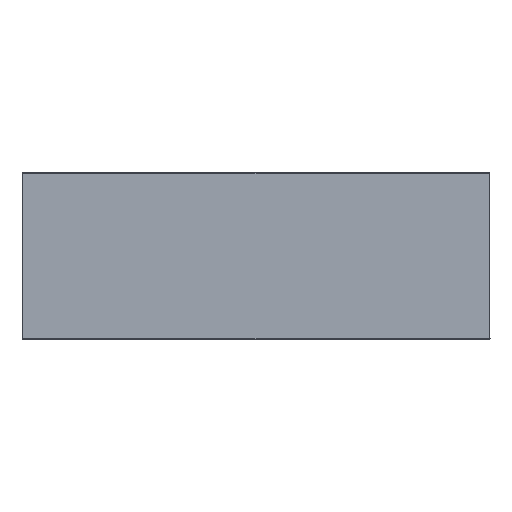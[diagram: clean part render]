
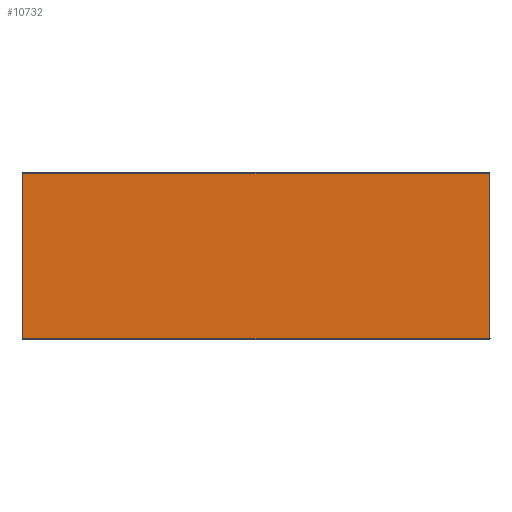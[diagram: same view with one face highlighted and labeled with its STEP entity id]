
A CAD part, top view. The second image highlights one B-rep face of the part: STEP entity #10732.
In plain terms, the highlighted planar face has unit normal (0, 0, 1).
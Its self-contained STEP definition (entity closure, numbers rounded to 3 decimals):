
#169=DIRECTION('',(1.,0.,0.));
#170=VECTOR('',#169,1618.229);
#171=CARTESIAN_POINT('',(-809.115,-286.115,0.));
#172=LINE('',#171,#170);
#176=DIRECTION('',(0.,-1.,0.));
#177=VECTOR('',#176,572.229);
#178=CARTESIAN_POINT('',(-809.115,286.115,0.));
#179=LINE('',#178,#177);
#183=DIRECTION('',(-1.,0.,0.));
#184=VECTOR('',#183,1618.229);
#185=CARTESIAN_POINT('',(809.115,286.115,0.));
#186=LINE('',#185,#184);
#190=DIRECTION('',(0.,1.,0.));
#191=VECTOR('',#190,572.229);
#192=CARTESIAN_POINT('',(809.115,-286.115,0.));
#193=LINE('',#192,#191);
#308=CARTESIAN_POINT('',(-809.115,-286.115,0.));
#432=CARTESIAN_POINT('',(809.115,-286.115,0.));
#556=CARTESIAN_POINT('',(809.115,286.115,0.));
#622=CARTESIAN_POINT('',(-809.115,286.115,0.));
#9910=VERTEX_POINT('',#622);
#9913=VERTEX_POINT('',#556);
#9916=VERTEX_POINT('',#432);
#9919=VERTEX_POINT('',#308);
#10717=CARTESIAN_POINT('',(0.,0.,0.));
#10718=DIRECTION('',(0.,0.,1.));
#10719=DIRECTION('',(1.,0.,0.));
#10720=AXIS2_PLACEMENT_3D('',#10717,#10718,#10719);
#10721=PLANE('',#10720);
#10723=ORIENTED_EDGE('',*,*,#10722,.F.);
#10725=ORIENTED_EDGE('',*,*,#10724,.F.);
#10727=ORIENTED_EDGE('',*,*,#10726,.F.);
#10729=ORIENTED_EDGE('',*,*,#10728,.F.);
#10730=EDGE_LOOP('',(#10723,#10725,#10727,#10729));
#10731=FACE_OUTER_BOUND('',#10730,.F.);
#10722=EDGE_CURVE('',#9919,#9916,#172,.T.);
#10724=EDGE_CURVE('',#9910,#9919,#179,.T.);
#10726=EDGE_CURVE('',#9913,#9910,#186,.T.);
#10728=EDGE_CURVE('',#9916,#9913,#193,.T.);
#10732=ADVANCED_FACE('',(#10731),#10721,.T.);
